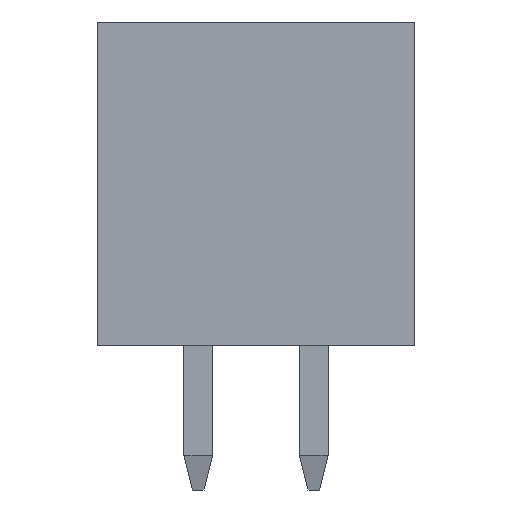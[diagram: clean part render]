
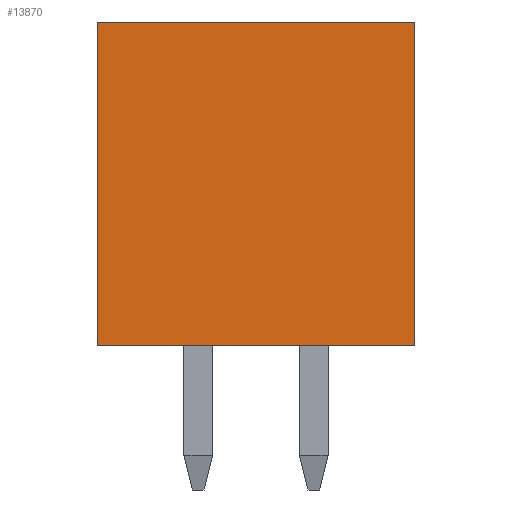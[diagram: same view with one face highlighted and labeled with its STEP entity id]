
A CAD part, front view. The second image highlights one B-rep face of the part: STEP entity #13870.
In plain terms, the highlighted face is planar.
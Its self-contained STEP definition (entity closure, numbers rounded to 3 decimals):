
#969=ORIENTED_EDGE('',*,*,#3398,.F.);
#970=ORIENTED_EDGE('',*,*,#3399,.F.);
#971=ORIENTED_EDGE('',*,*,#3400,.T.);
#972=ORIENTED_EDGE('',*,*,#3401,.T.);
#3398=EDGE_CURVE('',#4580,#4581,#5610,.T.);
#3399=EDGE_CURVE('',#4582,#4580,#5611,.T.);
#3400=EDGE_CURVE('',#4582,#4583,#5612,.T.);
#3401=EDGE_CURVE('',#4583,#4581,#5613,.T.);
#4580=VERTEX_POINT('',#18643);
#4581=VERTEX_POINT('',#18644);
#4582=VERTEX_POINT('',#18646);
#4583=VERTEX_POINT('',#18648);
#5610=LINE('',#18642,#6986);
#5611=LINE('',#18645,#6987);
#5612=LINE('',#18647,#6988);
#5613=LINE('',#18649,#6989);
#6986=VECTOR('',#15886,1000.);
#6987=VECTOR('',#15887,1000.);
#6988=VECTOR('',#15888,1000.);
#6989=VECTOR('',#15889,1000.);
#7976=EDGE_LOOP('',(#969,#970,#971,#972));
#8600=FACE_BOUND('',#7976,.T.);
#9204=PLANE('',#14460);
#13870=ADVANCED_FACE('',(#8600),#9204,.T.);
#14460=AXIS2_PLACEMENT_3D('',#18641,#15884,#15885);
#15884=DIRECTION('',(1.,0.,0.));
#15885=DIRECTION('',(0.,0.,-1.));
#15886=DIRECTION('',(0.,0.,-1.));
#15887=DIRECTION('',(0.,1.,0.));
#15888=DIRECTION('',(0.,0.,-1.));
#15889=DIRECTION('',(0.,1.,0.));
#18641=CARTESIAN_POINT('',(13.6,-2.75,2.8));
#18642=CARTESIAN_POINT('',(13.6,2.75,2.8));
#18643=CARTESIAN_POINT('',(13.6,2.75,2.8));
#18644=CARTESIAN_POINT('',(13.6,2.75,-2.8));
#18645=CARTESIAN_POINT('',(13.6,-2.75,2.8));
#18646=CARTESIAN_POINT('',(13.6,-2.75,2.8));
#18647=CARTESIAN_POINT('',(13.6,-2.75,2.8));
#18648=CARTESIAN_POINT('',(13.6,-2.75,-2.8));
#18649=CARTESIAN_POINT('',(13.6,-2.75,-2.8));
